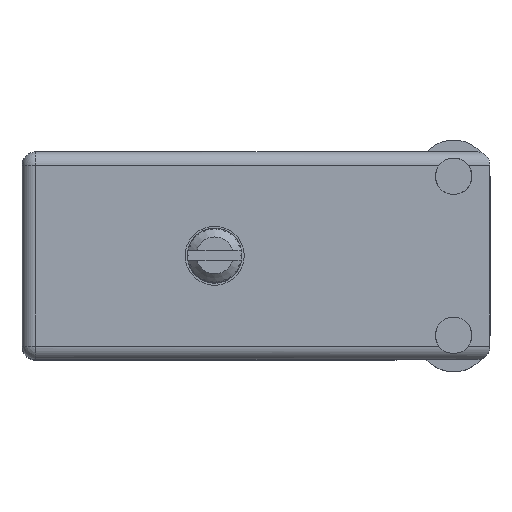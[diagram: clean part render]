
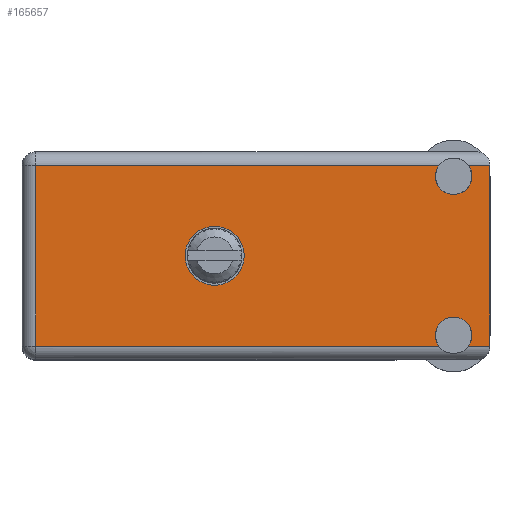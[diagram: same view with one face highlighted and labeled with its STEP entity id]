
A CAD part, top view. The second image highlights one B-rep face of the part: STEP entity #165657.
In plain terms, the highlighted face is planar.
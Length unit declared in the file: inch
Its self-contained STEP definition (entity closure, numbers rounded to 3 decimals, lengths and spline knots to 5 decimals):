
#1132 = DIRECTION ( 'NONE',  ( 0., 0., 1. ) ) ;
#2889 = DIRECTION ( 'NONE',  ( 0., 0., 1. ) ) ;
#7143 = EDGE_CURVE ( 'NONE', #145140, #49601, #82802, .T. ) ;
#8769 = FACE_BOUND ( 'NONE', #51050, .T. ) ;
#11416 = CIRCLE ( 'NONE', #161175, 0.0625 ) ;
#17715 = VECTOR ( 'NONE', #139880, 39.37008 ) ;
#20284 = DIRECTION ( 'NONE',  ( 0., 1., 0. ) ) ;
#21337 = EDGE_CURVE ( 'NONE', #155989, #100166, #180990, .T. ) ;
#21385 = VECTOR ( 'NONE', #81729, 39.37008 ) ;
#21712 = CARTESIAN_POINT ( 'NONE',  ( 1.484, 0.906, -0.1465 ) ) ;
#21910 = VERTEX_POINT ( 'NONE', #99264 ) ;
#21988 = DIRECTION ( 'NONE',  ( 0., 1., 0. ) ) ;
#24577 = CARTESIAN_POINT ( 'NONE',  ( 1.609, 0.906, -0.047 ) ) ;
#25190 = CARTESIAN_POINT ( 'NONE',  ( 1.53437, 0.906, -0.668 ) ) ;
#25988 = CIRCLE ( 'NONE', #46887, 0.0625 ) ;
#28725 = ORIENTED_EDGE ( 'NONE', *, *, #44829, .F. ) ;
#39342 = DIRECTION ( 'NONE',  ( 0., 1., 0. ) ) ;
#40160 = LINE ( 'NONE', #85125, #148542 ) ;
#41283 = DIRECTION ( 'NONE',  ( 1., 0., 0. ) ) ;
#41857 = CARTESIAN_POINT ( 'NONE',  ( 0., 0.906, -0.668 ) ) ;
#41898 = ORIENTED_EDGE ( 'NONE', *, *, #169791, .F. ) ;
#42565 = VERTEX_POINT ( 'NONE', #25190 ) ;
#44829 = EDGE_CURVE ( 'NONE', #48793, #116650, #25988, .T. ) ;
#46887 = AXIS2_PLACEMENT_3D ( 'NONE', #109967, #21988, #178382 ) ;
#48793 = VERTEX_POINT ( 'NONE', #168311 ) ;
#48925 = EDGE_LOOP ( 'NONE', ( #182379, #178448, #28725, #71563, #181261, #184358, #41898, #75260, #152384, #65470 ) ) ;
#49601 = VERTEX_POINT ( 'NONE', #101402 ) ;
#49963 = CARTESIAN_POINT ( 'NONE',  ( 1.43363, 0.906, -0.668 ) ) ;
#51050 = EDGE_LOOP ( 'NONE', ( #93920, #127438 ) ) ;
#52193 = DIRECTION ( 'NONE',  ( 0., 0., 1. ) ) ;
#53011 = VERTEX_POINT ( 'NONE', #106508 ) ;
#53762 = CARTESIAN_POINT ( 'NONE',  ( 1.609, 0.906, -0.047 ) ) ;
#54370 = CIRCLE ( 'NONE', #147014, 0.0625 ) ;
#55749 = VERTEX_POINT ( 'NONE', #86979 ) ;
#62466 = CARTESIAN_POINT ( 'NONE',  ( 0.6625, 0.906, -0.3575 ) ) ;
#63488 = LINE ( 'NONE', #137379, #94844 ) ;
#65470 = ORIENTED_EDGE ( 'NONE', *, *, #117622, .T. ) ;
#65634 = DIRECTION ( 'NONE',  ( 0., 1., 0. ) ) ;
#68179 = EDGE_CURVE ( 'NONE', #116650, #100166, #11416, .T. ) ;
#69309 = DIRECTION ( 'NONE',  ( 0., 0., 1. ) ) ;
#71563 = ORIENTED_EDGE ( 'NONE', *, *, #95091, .T. ) ;
#71706 = DIRECTION ( 'NONE',  ( 0., 0., 1. ) ) ;
#72973 = EDGE_CURVE ( 'NONE', #133672, #55749, #73564, .T. ) ;
#73143 = CARTESIAN_POINT ( 'NONE',  ( 0.047, 0.906, -0.047 ) ) ;
#73546 = CARTESIAN_POINT ( 'NONE',  ( 1.484, 0.906, -0.631 ) ) ;
#73564 = CIRCLE ( 'NONE', #160280, 0.1015 ) ;
#75260 = ORIENTED_EDGE ( 'NONE', *, *, #172115, .F. ) ;
#76001 = DIRECTION ( 'NONE',  ( 0., 0., 1. ) ) ;
#81729 = DIRECTION ( 'NONE',  ( 1., 0., 0. ) ) ;
#82802 = LINE ( 'NONE', #151178, #17715 ) ;
#84965 = AXIS2_PLACEMENT_3D ( 'NONE', #101445, #99589, #1132 ) ;
#85125 = CARTESIAN_POINT ( 'NONE',  ( 0.047, 0.906, -0.715 ) ) ;
#86469 = FACE_OUTER_BOUND ( 'NONE', #48925, .T. ) ;
#86979 = CARTESIAN_POINT ( 'NONE',  ( 0.6625, 0.906, -0.256 ) ) ;
#90118 = AXIS2_PLACEMENT_3D ( 'NONE', #73546, #174626, #71706 ) ;
#92413 = DIRECTION ( 'NONE',  ( 0., 0., 1. ) ) ;
#93920 = ORIENTED_EDGE ( 'NONE', *, *, #141137, .F. ) ;
#94844 = VECTOR ( 'NONE', #52193, 39.37008 ) ;
#95091 = EDGE_CURVE ( 'NONE', #48793, #175799, #110619, .T. ) ;
#97312 = DIRECTION ( 'NONE',  ( 0., 0., 1. ) ) ;
#99264 = CARTESIAN_POINT ( 'NONE',  ( 1.484, 0.906, -0.5685 ) ) ;
#99589 = DIRECTION ( 'NONE',  ( 0., 1., 0. ) ) ;
#100166 = VERTEX_POINT ( 'NONE', #150011 ) ;
#100419 = DIRECTION ( 'NONE',  ( 0., 1., 0. ) ) ;
#101402 = CARTESIAN_POINT ( 'NONE',  ( 0.047, 0.906, -0.668 ) ) ;
#101445 = CARTESIAN_POINT ( 'NONE',  ( 0., 0.906, -0.715 ) ) ;
#101781 = LINE ( 'NONE', #41857, #163622 ) ;
#106508 = CARTESIAN_POINT ( 'NONE',  ( 1.609, 0.906, -0.668 ) ) ;
#106849 = CARTESIAN_POINT ( 'NONE',  ( 1.484, 0.906, -0.631 ) ) ;
#109967 = CARTESIAN_POINT ( 'NONE',  ( 1.484, 0.906, -0.084 ) ) ;
#110619 = LINE ( 'NONE', #128406, #127572 ) ;
#116650 = VERTEX_POINT ( 'NONE', #21712 ) ;
#117622 = EDGE_CURVE ( 'NONE', #49601, #155989, #40160, .T. ) ;
#117802 = EDGE_CURVE ( 'NONE', #53011, #175799, #63488, .T. ) ;
#126730 = EDGE_CURVE ( 'NONE', #53011, #42565, #101781, .T. ) ;
#127438 = ORIENTED_EDGE ( 'NONE', *, *, #72973, .F. ) ;
#127572 = VECTOR ( 'NONE', #41283, 39.37008 ) ;
#128406 = CARTESIAN_POINT ( 'NONE',  ( 1.609, 0.906, -0.047 ) ) ;
#133672 = VERTEX_POINT ( 'NONE', #175928 ) ;
#137303 = CIRCLE ( 'NONE', #140361, 0.1015 ) ;
#137379 = CARTESIAN_POINT ( 'NONE',  ( 1.609, 0.906, 0. ) ) ;
#139880 = DIRECTION ( 'NONE',  ( -1., 0., 0. ) ) ;
#140361 = AXIS2_PLACEMENT_3D ( 'NONE', #171528, #100419, #2889 ) ;
#140445 = CARTESIAN_POINT ( 'NONE',  ( 1.484, 0.906, -0.084 ) ) ;
#141137 = EDGE_CURVE ( 'NONE', #55749, #133672, #137303, .T. ) ;
#145140 = VERTEX_POINT ( 'NONE', #49963 ) ;
#147014 = AXIS2_PLACEMENT_3D ( 'NONE', #106849, #65634, #76001 ) ;
#148542 = VECTOR ( 'NONE', #97312, 39.37008 ) ;
#150011 = CARTESIAN_POINT ( 'NONE',  ( 1.43363, 0.906, -0.047 ) ) ;
#151178 = CARTESIAN_POINT ( 'NONE',  ( 0., 0.906, -0.668 ) ) ;
#152384 = ORIENTED_EDGE ( 'NONE', *, *, #7143, .T. ) ;
#155989 = VERTEX_POINT ( 'NONE', #73143 ) ;
#157583 = PLANE ( 'NONE',  #84965 ) ;
#160280 = AXIS2_PLACEMENT_3D ( 'NONE', #62466, #20284, #92413 ) ;
#161175 = AXIS2_PLACEMENT_3D ( 'NONE', #140445, #39342, #69309 ) ;
#163622 = VECTOR ( 'NONE', #172881, 39.37008 ) ;
#165657 = ADVANCED_FACE ( 'NONE', ( #8769, #86469 ), #157583, .T. ) ;
#168311 = CARTESIAN_POINT ( 'NONE',  ( 1.53437, 0.906, -0.047 ) ) ;
#169791 = EDGE_CURVE ( 'NONE', #21910, #42565, #170776, .T. ) ;
#170776 = CIRCLE ( 'NONE', #90118, 0.0625 ) ;
#171528 = CARTESIAN_POINT ( 'NONE',  ( 0.6625, 0.906, -0.3575 ) ) ;
#172115 = EDGE_CURVE ( 'NONE', #145140, #21910, #54370, .T. ) ;
#172881 = DIRECTION ( 'NONE',  ( -1., 0., 0. ) ) ;
#174626 = DIRECTION ( 'NONE',  ( 0., 1., 0. ) ) ;
#175799 = VERTEX_POINT ( 'NONE', #53762 ) ;
#175928 = CARTESIAN_POINT ( 'NONE',  ( 0.6625, 0.906, -0.459 ) ) ;
#178382 = DIRECTION ( 'NONE',  ( 0., 0., 1. ) ) ;
#178448 = ORIENTED_EDGE ( 'NONE', *, *, #68179, .F. ) ;
#180990 = LINE ( 'NONE', #24577, #21385 ) ;
#181261 = ORIENTED_EDGE ( 'NONE', *, *, #117802, .F. ) ;
#182379 = ORIENTED_EDGE ( 'NONE', *, *, #21337, .T. ) ;
#184358 = ORIENTED_EDGE ( 'NONE', *, *, #126730, .T. ) ;
